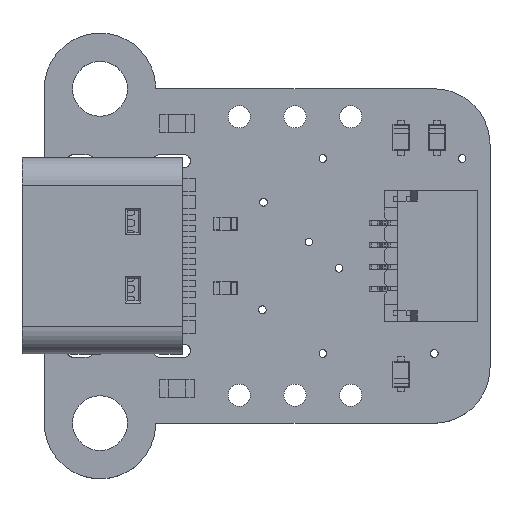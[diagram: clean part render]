
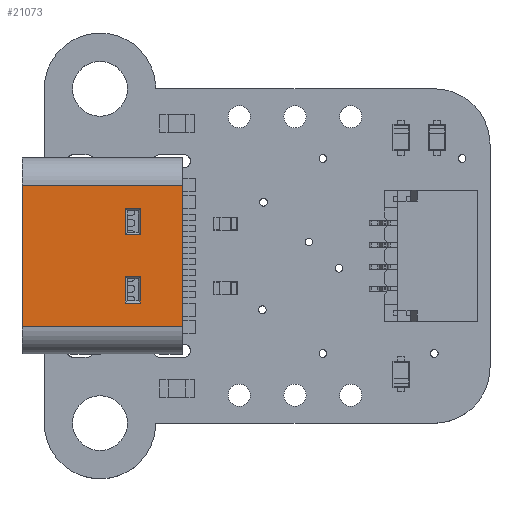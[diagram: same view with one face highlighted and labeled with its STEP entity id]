
A CAD part, top view. The second image highlights one B-rep face of the part: STEP entity #21073.
In plain terms, the highlighted planar face has unit normal (0, 0, 1).
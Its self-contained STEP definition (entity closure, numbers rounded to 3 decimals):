
#668=FACE_BOUND('',#3582,.T.);
#669=FACE_BOUND('',#3583,.T.);
#1420=PLANE('',#22613);
#2431=FACE_OUTER_BOUND('',#3581,.T.);
#3581=EDGE_LOOP('',(#19115,#19116,#19117,#19118));
#3582=EDGE_LOOP('',(#19119,#19120,#19121,#19122));
#3583=EDGE_LOOP('',(#19123,#19124,#19125,#19126));
#5999=LINE('',#33681,#8542);
#6042=LINE('',#33811,#8585);
#6043=LINE('',#33813,#8586);
#6044=LINE('',#33814,#8587);
#6045=LINE('',#33817,#8588);
#6046=LINE('',#33819,#8589);
#6047=LINE('',#33821,#8590);
#6048=LINE('',#33822,#8591);
#6049=LINE('',#33825,#8592);
#6050=LINE('',#33827,#8593);
#6051=LINE('',#33829,#8594);
#6052=LINE('',#33830,#8595);
#8542=VECTOR('',#27481,1000.);
#8585=VECTOR('',#27590,1000.);
#8586=VECTOR('',#27591,1000.);
#8587=VECTOR('',#27592,1000.);
#8588=VECTOR('',#27593,1000.);
#8589=VECTOR('',#27594,1000.);
#8590=VECTOR('',#27595,1000.);
#8591=VECTOR('',#27596,1000.);
#8592=VECTOR('',#27597,1000.);
#8593=VECTOR('',#27598,1000.);
#8594=VECTOR('',#27599,1000.);
#8595=VECTOR('',#27600,1000.);
#10921=VERTEX_POINT('',#33678);
#10922=VERTEX_POINT('',#33680);
#10976=VERTEX_POINT('',#33810);
#10977=VERTEX_POINT('',#33812);
#10978=VERTEX_POINT('',#33815);
#10979=VERTEX_POINT('',#33816);
#10980=VERTEX_POINT('',#33818);
#10981=VERTEX_POINT('',#33820);
#10982=VERTEX_POINT('',#33823);
#10983=VERTEX_POINT('',#33824);
#10984=VERTEX_POINT('',#33826);
#10985=VERTEX_POINT('',#33828);
#13666=EDGE_CURVE('',#10922,#10921,#5999,.T.);
#13733=EDGE_CURVE('',#10921,#10976,#6042,.T.);
#13734=EDGE_CURVE('',#10977,#10976,#6043,.T.);
#13735=EDGE_CURVE('',#10977,#10922,#6044,.T.);
#13736=EDGE_CURVE('',#10978,#10979,#6045,.T.);
#13737=EDGE_CURVE('',#10979,#10980,#6046,.T.);
#13738=EDGE_CURVE('',#10980,#10981,#6047,.T.);
#13739=EDGE_CURVE('',#10981,#10978,#6048,.T.);
#13740=EDGE_CURVE('',#10982,#10983,#6049,.T.);
#13741=EDGE_CURVE('',#10983,#10984,#6050,.T.);
#13742=EDGE_CURVE('',#10984,#10985,#6051,.T.);
#13743=EDGE_CURVE('',#10985,#10982,#6052,.T.);
#19115=ORIENTED_EDGE('',*,*,#13666,.T.);
#19116=ORIENTED_EDGE('',*,*,#13733,.T.);
#19117=ORIENTED_EDGE('',*,*,#13734,.F.);
#19118=ORIENTED_EDGE('',*,*,#13735,.T.);
#19119=ORIENTED_EDGE('',*,*,#13736,.T.);
#19120=ORIENTED_EDGE('',*,*,#13737,.T.);
#19121=ORIENTED_EDGE('',*,*,#13738,.T.);
#19122=ORIENTED_EDGE('',*,*,#13739,.T.);
#19123=ORIENTED_EDGE('',*,*,#13740,.T.);
#19124=ORIENTED_EDGE('',*,*,#13741,.T.);
#19125=ORIENTED_EDGE('',*,*,#13742,.T.);
#19126=ORIENTED_EDGE('',*,*,#13743,.T.);
#21073=ADVANCED_FACE('',(#2431,#668,#669),#1420,.F.);
#22613=AXIS2_PLACEMENT_3D('',#33809,#27588,#27589);
#27481=DIRECTION('',(-1.,0.,0.));
#27588=DIRECTION('center_axis',(0.,0.,
-1.));
#27589=DIRECTION('ref_axis',(1.,0.,0.));
#27590=DIRECTION('',(0.,-1.,0.));
#27591=DIRECTION('',(-1.,0.,0.));
#27592=DIRECTION('',(0.,1.,0.));
#27593=DIRECTION('',(1.,0.,0.));
#27594=DIRECTION('',(0.,-1.,0.));
#27595=DIRECTION('',(-1.,0.,0.));
#27596=DIRECTION('',(0.,1.,0.));
#27597=DIRECTION('',(1.,0.,0.));
#27598=DIRECTION('',(0.,-1.,0.));
#27599=DIRECTION('',(-1.,0.,0.));
#27600=DIRECTION('',(0.,1.,0.));
#33678=CARTESIAN_POINT('',(-3.22,-0.447,3.242));
#33680=CARTESIAN_POINT('',(3.22,-0.447,3.242));
#33681=CARTESIAN_POINT('',(-4.47,-0.447,3.242));
#33809=CARTESIAN_POINT('Origin',(-4.47,-7.747,3.242));
#33810=CARTESIAN_POINT('',(-3.22,-7.747,3.242));
#33811=CARTESIAN_POINT('',(-3.22,-7.747,3.242));
#33812=CARTESIAN_POINT('',(3.22,-7.747,3.242));
#33813=CARTESIAN_POINT('',(-4.47,-7.747,3.242));
#33814=CARTESIAN_POINT('',(3.22,-7.747,3.242));
#33815=CARTESIAN_POINT('',(-2.15,-2.347,3.242));
#33816=CARTESIAN_POINT('',(-0.95,-2.347,3.242));
#33817=CARTESIAN_POINT('',(-4.47,-2.347,3.242));
#33818=CARTESIAN_POINT('',(-0.95,-3.047,3.242));
#33819=CARTESIAN_POINT('',(-0.95,-7.747,3.242));
#33820=CARTESIAN_POINT('',(-2.15,-3.047,3.242));
#33821=CARTESIAN_POINT('',(-4.47,-3.047,3.242));
#33822=CARTESIAN_POINT('',(-2.15,-7.747,3.242));
#33823=CARTESIAN_POINT('',(0.95,-2.347,3.242));
#33824=CARTESIAN_POINT('',(2.15,-2.347,3.242));
#33825=CARTESIAN_POINT('',(-4.47,-2.347,3.242));
#33826=CARTESIAN_POINT('',(2.15,-3.047,3.242));
#33827=CARTESIAN_POINT('',(2.15,-7.747,3.242));
#33828=CARTESIAN_POINT('',(0.95,-3.047,3.242));
#33829=CARTESIAN_POINT('',(-4.47,-3.047,3.242));
#33830=CARTESIAN_POINT('',(0.95,-7.747,3.242));
